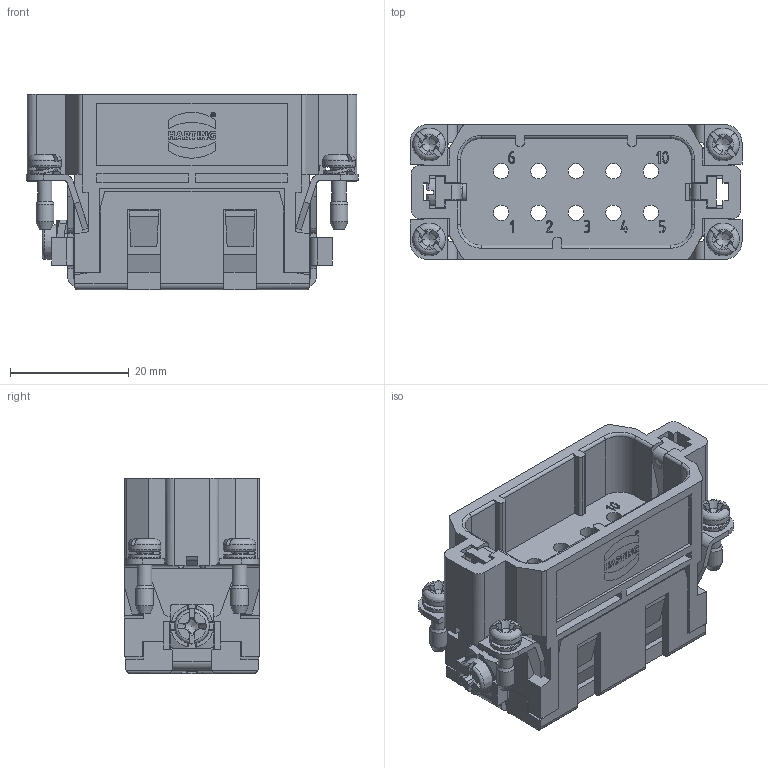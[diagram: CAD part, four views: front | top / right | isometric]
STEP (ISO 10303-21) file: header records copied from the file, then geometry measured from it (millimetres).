
FILE_DESCRIPTION(/* description */ (''),/* implementation_level */ '2;1');
FILE_NAME(/* name */ '100094959ugm000_c.stp',/* time_stamp */ '2017-11-06T07:55:54+01:00',/* author */ (''),/* organization */ (''),/* preprocessor_version */ 'ST-DEVELOPER v16',/* originating_system */ 'SIEMENS PLM Software NX 10.0',/* authorisation */ '');
FILE_SCHEMA (('AUTOMOTIVE_DESIGN { 1 0 10303 214 3 1 1 1 }'));
Length unit declared in the file: millimetre
Products named in the file (1): 100094959ugm000_c
Bounding box: 55.9 x 22.8 x 32.9 mm (x, y, z)
Volume: 18629 mm3; surface area: 17455.4 mm2
Topology: 1 solids, 1 shells, 1229 faces, 3363 edges, 2218 vertices
Faces by surface type: plane 773, cylinder 206, bspline 120, extrusion 61, cone 53, torus 12, sphere 4
Full cylindrical faces by diameter (mm): 0.4 x2, 1.95 x2, 2 x2, 2.5 x4, 2.595 x4, 2.6 x10, 2.85 x1, 3 x5, 3.5 x1, 3.86 x2, 4.8 x10, 5.5 x4
Entity records: 51455 total; most frequent: CARTESIAN_POINT 13136, ORIENTED_EDGE 6504, DIRECTION 5518, EDGE_CURVE 3252, VERTEX_POINT 2188, VECTOR 2100, LINE 2039, AXIS2_PLACEMENT_3D 1709
